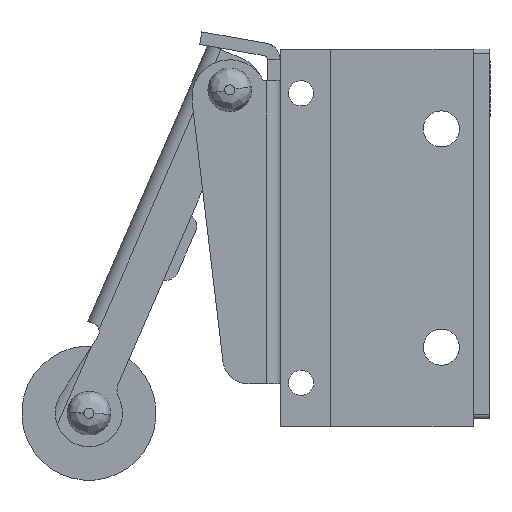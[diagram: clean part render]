
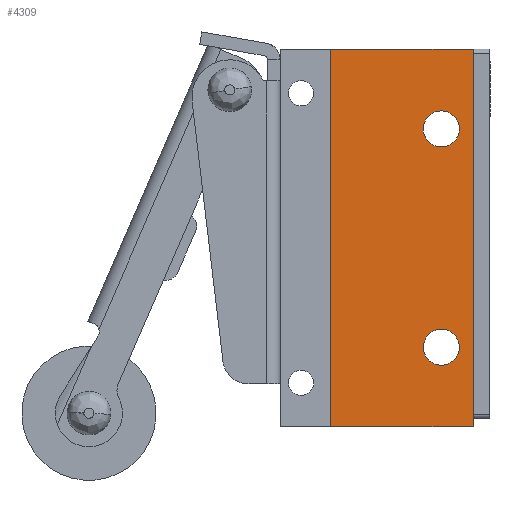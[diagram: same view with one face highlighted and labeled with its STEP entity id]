
A CAD part, left-side view. The second image highlights one B-rep face of the part: STEP entity #4309.
In plain terms, the highlighted planar face has unit normal (-1, 0, 0).
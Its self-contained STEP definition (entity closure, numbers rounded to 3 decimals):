
#10 = EDGE_LOOP ( 'NONE', ( #8509, #8700 ) ) ;
#479 = EDGE_CURVE ( 'NONE', #8889, #2481, #3114, .T. ) ;
#646 = AXIS2_PLACEMENT_3D ( 'NONE', #8280, #3850, #9015 ) ;
#791 = DIRECTION ( 'NONE',  ( 0., 0., -1. ) ) ;
#1225 = FACE_OUTER_BOUND ( 'NONE', #6314, .T. ) ;
#1398 = ORIENTED_EDGE ( 'NONE', *, *, #6511, .T. ) ;
#1476 = CARTESIAN_POINT ( 'NONE',  ( -11.777, -15.577, 22.5 ) ) ;
#1572 = LINE ( 'NONE', #6049, #3821 ) ;
#1679 = CIRCLE ( 'NONE', #646, 2.15 ) ;
#1698 = CIRCLE ( 'NONE', #5651, 2.15 ) ;
#2116 = AXIS2_PLACEMENT_3D ( 'NONE', #9088, #6904, #2435 ) ;
#2274 = VERTEX_POINT ( 'NONE', #3668 ) ;
#2315 = DIRECTION ( 'NONE',  ( 0., 0., 1. ) ) ;
#2332 = EDGE_CURVE ( 'NONE', #2481, #3514, #4442, .T. ) ;
#2435 = DIRECTION ( 'NONE',  ( 0., -1., 0. ) ) ;
#2481 = VERTEX_POINT ( 'NONE', #6827 ) ;
#2593 = EDGE_CURVE ( 'NONE', #6271, #7528, #8255, .T. ) ;
#2699 = VECTOR ( 'NONE', #2315, 1000. ) ;
#2993 = ORIENTED_EDGE ( 'NONE', *, *, #6333, .T. ) ;
#3109 = CIRCLE ( 'NONE', #4270, 2.15 ) ;
#3114 = LINE ( 'NONE', #3429, #6633 ) ;
#3429 = CARTESIAN_POINT ( 'NONE',  ( -11.777, -15.577, -22.5 ) ) ;
#3514 = VERTEX_POINT ( 'NONE', #1476 ) ;
#3550 = DIRECTION ( 'NONE',  ( 1., 0., 0. ) ) ;
#3639 = DIRECTION ( 'NONE',  ( 1., 0., 0. ) ) ;
#3668 = CARTESIAN_POINT ( 'NONE',  ( -11.777, 1.423, 22.5 ) ) ;
#3780 = EDGE_LOOP ( 'NONE', ( #2993, #1398 ) ) ;
#3821 = VECTOR ( 'NONE', #791, 1000. ) ;
#3850 = DIRECTION ( 'NONE',  ( 1., 0., 0. ) ) ;
#3931 = VECTOR ( 'NONE', #6086, 1000. ) ;
#3937 = CARTESIAN_POINT ( 'NONE',  ( -11.777, -9.627, 13. ) ) ;
#4114 = ORIENTED_EDGE ( 'NONE', *, *, #479, .T. ) ;
#4270 = AXIS2_PLACEMENT_3D ( 'NONE', #8001, #3550, #8746 ) ;
#4288 = DIRECTION ( 'NONE',  ( 1., 0., 0. ) ) ;
#4309 = ADVANCED_FACE ( 'NONE', ( #1225, #8913, #6964 ), #9054, .T. ) ;
#4442 = LINE ( 'NONE', #6800, #2699 ) ;
#4848 = VERTEX_POINT ( 'NONE', #9069 ) ;
#5077 = AXIS2_PLACEMENT_3D ( 'NONE', #9038, #3639, #5895 ) ;
#5198 = CARTESIAN_POINT ( 'NONE',  ( -11.777, 1.423, -22.5 ) ) ;
#5651 = AXIS2_PLACEMENT_3D ( 'NONE', #8738, #4288, #9476 ) ;
#5711 = CARTESIAN_POINT ( 'NONE',  ( -11.777, -13.927, 13. ) ) ;
#5770 = ORIENTED_EDGE ( 'NONE', *, *, #2332, .T. ) ;
#5895 = DIRECTION ( 'NONE',  ( 0., 1., 0. ) ) ;
#5922 = LINE ( 'NONE', #7530, #3931 ) ;
#6049 = CARTESIAN_POINT ( 'NONE',  ( -11.777, 1.423, -22.5 ) ) ;
#6086 = DIRECTION ( 'NONE',  ( 0., 1., 0. ) ) ;
#6271 = VERTEX_POINT ( 'NONE', #5711 ) ;
#6314 = EDGE_LOOP ( 'NONE', ( #4114, #5770, #8140, #8396 ) ) ;
#6321 = VERTEX_POINT ( 'NONE', #9456 ) ;
#6333 = EDGE_CURVE ( 'NONE', #6321, #4848, #3109, .T. ) ;
#6511 = EDGE_CURVE ( 'NONE', #4848, #6321, #1698, .T. ) ;
#6633 = VECTOR ( 'NONE', #9360, 1000. ) ;
#6777 = EDGE_CURVE ( 'NONE', #2274, #8889, #1572, .T. ) ;
#6800 = CARTESIAN_POINT ( 'NONE',  ( -11.777, -15.577, -22.5 ) ) ;
#6827 = CARTESIAN_POINT ( 'NONE',  ( -11.777, -15.577, -22.5 ) ) ;
#6904 = DIRECTION ( 'NONE',  ( -1., 0., 0. ) ) ;
#6964 = FACE_BOUND ( 'NONE', #3780, .T. ) ;
#7434 = EDGE_CURVE ( 'NONE', #7528, #6271, #1679, .T. ) ;
#7528 = VERTEX_POINT ( 'NONE', #3937 ) ;
#7530 = CARTESIAN_POINT ( 'NONE',  ( -11.777, -15.577, 22.5 ) ) ;
#8001 = CARTESIAN_POINT ( 'NONE',  ( -11.777, -11.777, -13. ) ) ;
#8140 = ORIENTED_EDGE ( 'NONE', *, *, #8983, .T. ) ;
#8255 = CIRCLE ( 'NONE', #5077, 2.15 ) ;
#8280 = CARTESIAN_POINT ( 'NONE',  ( -11.777, -11.777, 13. ) ) ;
#8396 = ORIENTED_EDGE ( 'NONE', *, *, #6777, .T. ) ;
#8509 = ORIENTED_EDGE ( 'NONE', *, *, #7434, .T. ) ;
#8700 = ORIENTED_EDGE ( 'NONE', *, *, #2593, .T. ) ;
#8738 = CARTESIAN_POINT ( 'NONE',  ( -11.777, -11.777, -13. ) ) ;
#8746 = DIRECTION ( 'NONE',  ( 0., 1., 0. ) ) ;
#8889 = VERTEX_POINT ( 'NONE', #5198 ) ;
#8913 = FACE_BOUND ( 'NONE', #10, .T. ) ;
#8983 = EDGE_CURVE ( 'NONE', #3514, #2274, #5922, .T. ) ;
#9015 = DIRECTION ( 'NONE',  ( 0., 1., 0. ) ) ;
#9038 = CARTESIAN_POINT ( 'NONE',  ( -11.777, -11.777, 13. ) ) ;
#9054 = PLANE ( 'NONE',  #2116 ) ;
#9069 = CARTESIAN_POINT ( 'NONE',  ( -11.777, -13.927, -13. ) ) ;
#9088 = CARTESIAN_POINT ( 'NONE',  ( -11.777, -15.577, -22.5 ) ) ;
#9360 = DIRECTION ( 'NONE',  ( 0., -1., 0. ) ) ;
#9456 = CARTESIAN_POINT ( 'NONE',  ( -11.777, -9.627, -13. ) ) ;
#9476 = DIRECTION ( 'NONE',  ( 0., 1., 0. ) ) ;
